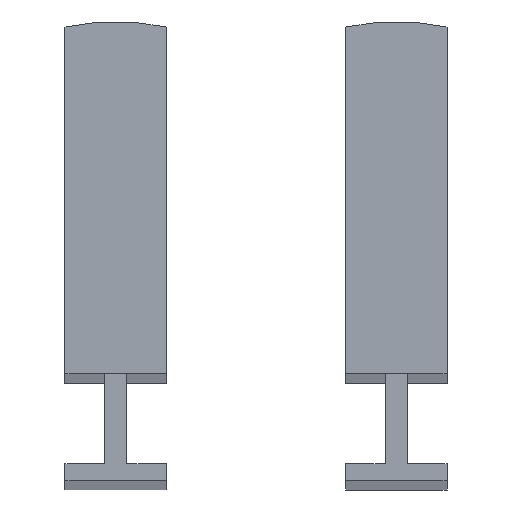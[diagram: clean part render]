
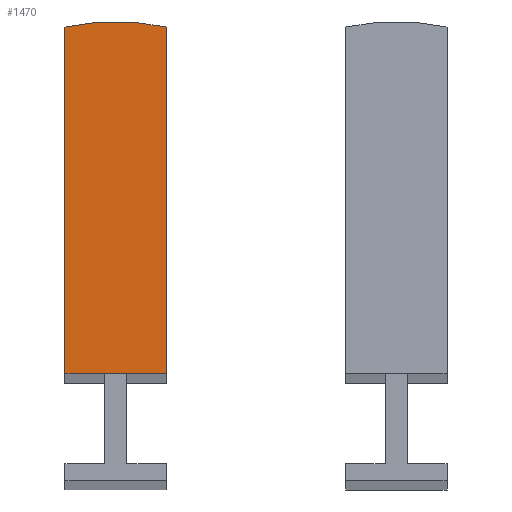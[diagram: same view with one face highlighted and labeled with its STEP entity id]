
A CAD part, top view. The second image highlights one B-rep face of the part: STEP entity #1470.
In plain terms, the highlighted planar face has unit normal (0, 0, 1).
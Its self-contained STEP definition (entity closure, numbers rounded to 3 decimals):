
#146=CIRCLE($,#1603,20.276);
#228=FACE_OUTER_BOUND($,#336,.T.);
#336=EDGE_LOOP($,(#1199,#1200,#1201,#1202));
#497=LINE($,#2662,#622);
#500=LINE($,#2670,#625);
#504=LINE($,#2677,#629);
#622=VECTOR($,#1925,30.8);
#625=VECTOR($,#1934,30.8);
#629=VECTOR($,#1942,9.);
#748=VERTEX_POINT($,#2659);
#749=VERTEX_POINT($,#2661);
#750=VERTEX_POINT($,#2665);
#751=VERTEX_POINT($,#2669);
#916=EDGE_CURVE($,#748,#749,#497,.T.);
#918=EDGE_CURVE($,#749,#750,#146,.T.);
#920=EDGE_CURVE($,#750,#751,#500,.T.);
#924=EDGE_CURVE($,#751,#748,#504,.T.);
#1199=ORIENTED_EDGE($,*,*,#916,.F.);
#1200=ORIENTED_EDGE($,*,*,#924,.F.);
#1201=ORIENTED_EDGE($,*,*,#920,.F.);
#1202=ORIENTED_EDGE($,*,*,#918,.F.);
#1394=PLANE($,#1606);
#1470=ADVANCED_FACE($,(#228),#1394,.T.);
#1603=AXIS2_PLACEMENT_3D($,#2666,#1929,#1930);
#1606=AXIS2_PLACEMENT_3D($,#2676,#1940,#1941);
#1925=DIRECTION($,(0.,1.,0.));
#1929=DIRECTION('center_axis',(0.,0.,-1.));
#1930=DIRECTION('ref_axis',(0.222,0.975,0.));
#1934=DIRECTION($,(0.,-1.,0.));
#1940=DIRECTION('center_axis',(0.,0.,1.));
#1941=DIRECTION('ref_axis',(1.,0.,0.));
#1942=DIRECTION($,(-1.,0.,0.));
#2659=CARTESIAN_POINT('',(2.05,12.5,477.5));
#2661=CARTESIAN_POINT('',(2.05,43.3,477.5));
#2662=CARTESIAN_POINT($,(2.05,12.5,477.5));
#2665=CARTESIAN_POINT('',(11.05,43.3,477.5));
#2666=CARTESIAN_POINT('Origin',(6.55,23.53,477.5));
#2669=CARTESIAN_POINT('',(11.05,12.5,477.5));
#2670=CARTESIAN_POINT($,(11.05,43.3,477.5));
#2676=CARTESIAN_POINT('Origin',(6.55,27.949,477.5));
#2677=CARTESIAN_POINT($,(11.05,12.5,477.5));
